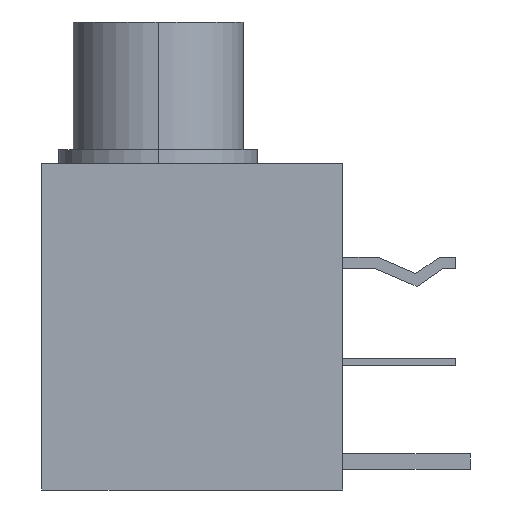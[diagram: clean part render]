
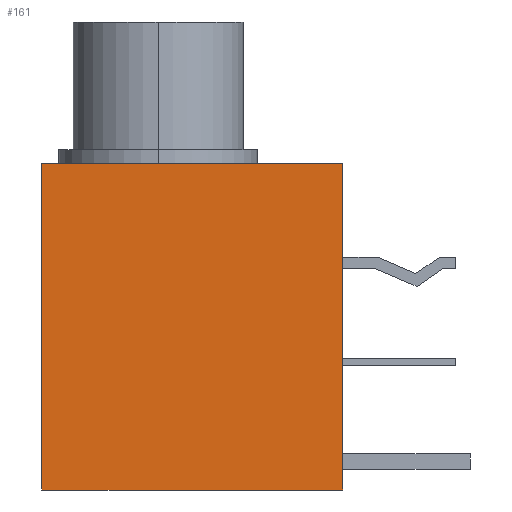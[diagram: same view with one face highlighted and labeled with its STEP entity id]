
A CAD part, left-side view. The second image highlights one B-rep face of the part: STEP entity #161.
In plain terms, the highlighted planar face has unit normal (-1, 0, 0).
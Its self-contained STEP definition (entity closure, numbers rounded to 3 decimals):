
#11 = VECTOR ( 'NONE', #568, 1000. ) ;
#63 = EDGE_CURVE ( 'NONE', #2005, #291, #1214, .T. ) ;
#78 = DIRECTION ( 'NONE',  ( 0., 0., -1. ) ) ;
#81 = CARTESIAN_POINT ( 'NONE',  ( -4.5, 10.6, -11.5 ) ) ;
#115 = LINE ( 'NONE', #578, #11 ) ;
#161 = ADVANCED_FACE ( 'NONE', ( #1056 ), #642, .T. ) ;
#184 = CARTESIAN_POINT ( 'NONE',  ( -4.5, 10.6, -11.5 ) ) ;
#189 = DIRECTION ( 'NONE',  ( -1., 0., 0. ) ) ;
#191 = DIRECTION ( 'NONE',  ( 0., -1., 0. ) ) ;
#223 = CARTESIAN_POINT ( 'NONE',  ( -4.5, 0., -11.5 ) ) ;
#291 = VERTEX_POINT ( 'NONE', #1683 ) ;
#385 = ORIENTED_EDGE ( 'NONE', *, *, #1859, .T. ) ;
#490 = VECTOR ( 'NONE', #78, 1000. ) ;
#568 = DIRECTION ( 'NONE',  ( 0., -1., 0. ) ) ;
#578 = CARTESIAN_POINT ( 'NONE',  ( -4.5, 10.6, -11.5 ) ) ;
#587 = CARTESIAN_POINT ( 'NONE',  ( -4.5, 10.6, 0. ) ) ;
#596 = VECTOR ( 'NONE', #1118, 1000. ) ;
#642 = PLANE ( 'NONE',  #1133 ) ;
#837 = CARTESIAN_POINT ( 'NONE',  ( -4.5, 10.6, -11.5 ) ) ;
#892 = DIRECTION ( 'NONE',  ( 0., 0., 1. ) ) ;
#922 = VERTEX_POINT ( 'NONE', #587 ) ;
#942 = EDGE_CURVE ( 'NONE', #291, #922, #999, .T. ) ;
#999 = LINE ( 'NONE', #1769, #596 ) ;
#1056 = FACE_OUTER_BOUND ( 'NONE', #1570, .T. ) ;
#1072 = ORIENTED_EDGE ( 'NONE', *, *, #942, .T. ) ;
#1118 = DIRECTION ( 'NONE',  ( 0., 1., 0. ) ) ;
#1133 = AXIS2_PLACEMENT_3D ( 'NONE', #184, #189, #191 ) ;
#1180 = VECTOR ( 'NONE', #892, 1000. ) ;
#1214 = LINE ( 'NONE', #1952, #1180 ) ;
#1378 = ORIENTED_EDGE ( 'NONE', *, *, #63, .T. ) ;
#1570 = EDGE_LOOP ( 'NONE', ( #385, #1378, #1072, #1851 ) ) ;
#1683 = CARTESIAN_POINT ( 'NONE',  ( -4.5, 0., 0. ) ) ;
#1689 = VERTEX_POINT ( 'NONE', #837 ) ;
#1727 = LINE ( 'NONE', #81, #490 ) ;
#1769 = CARTESIAN_POINT ( 'NONE',  ( -4.5, 10.6, 0. ) ) ;
#1851 = ORIENTED_EDGE ( 'NONE', *, *, #2073, .T. ) ;
#1859 = EDGE_CURVE ( 'NONE', #1689, #2005, #115, .T. ) ;
#1952 = CARTESIAN_POINT ( 'NONE',  ( -4.5, 0., -11.5 ) ) ;
#2005 = VERTEX_POINT ( 'NONE', #223 ) ;
#2073 = EDGE_CURVE ( 'NONE', #922, #1689, #1727, .T. ) ;
